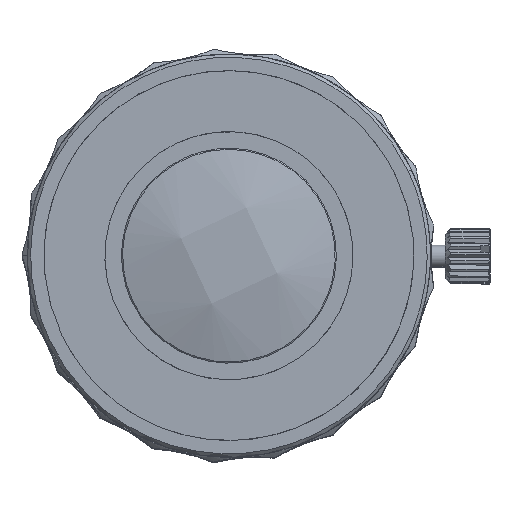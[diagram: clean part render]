
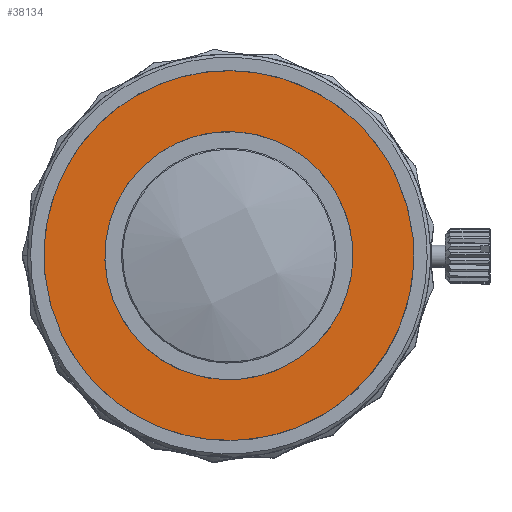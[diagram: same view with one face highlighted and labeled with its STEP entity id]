
A CAD part, top view. The second image highlights one B-rep face of the part: STEP entity #38134.
In plain terms, the highlighted free-form (B-spline) face has degree [1, 1] with [2, 2] control points.
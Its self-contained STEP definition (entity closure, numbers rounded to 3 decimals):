
#3306 = CARTESIAN_POINT ( 'NONE',  ( 7.355, 10.695, 39.49 ) ) ;
#4042 = EDGE_LOOP ( 'NONE', ( #30238, #66746 ) ) ;
#6044 = CARTESIAN_POINT ( 'NONE',  ( -23.15, 8.37, 39.49 ) ) ;
#6590 = EDGE_CURVE ( 'NONE', #17859, #21044, #10155, .T. ) ;
#6859 = EDGE_CURVE ( 'NONE', #21044, #17859, #40961, .T. ) ;
#7645 = VERTEX_POINT ( 'NONE', #55536 ) ;
#10155 =( BOUNDED_CURVE ( )  B_SPLINE_CURVE ( 3, ( #50188, #67796, #80089, #44446 ),
 .UNSPECIFIED., .F., .F. ) 
 B_SPLINE_CURVE_WITH_KNOTS ( ( 4, 4 ),
 ( -6.722, -3.58 ),
 .UNSPECIFIED. ) 
 CURVE ( )  GEOMETRIC_REPRESENTATION_ITEM ( )  RATIONAL_B_SPLINE_CURVE ( ( 1., 0.333, 0.333, 1. ) ) 
 REPRESENTATION_ITEM ( '' )  );
#10816 = CARTESIAN_POINT ( 'NONE',  ( -15.526, -19.65, 39.49 ) ) ;
#11949 = CARTESIAN_POINT ( 'NONE',  ( 15.573, 7.302, 39.49 ) ) ;
#12201 = CARTESIAN_POINT ( 'NONE',  ( 8.37, 23.15, 39.49 ) ) ;
#14375 = CARTESIAN_POINT ( 'NONE',  ( -15.573, -7.302, 39.49 ) ) ;
#14768 = CARTESIAN_POINT ( 'NONE',  ( 1.185, 12.926, 39.49 ) ) ;
#17859 = VERTEX_POINT ( 'NONE', #71206 ) ;
#18377 =( BOUNDED_CURVE ( )  B_SPLINE_CURVE ( 3, ( #80346, #23494, #10816, #19354 ),
 .UNSPECIFIED., .F., .F. ) 
 B_SPLINE_CURVE_WITH_KNOTS ( ( 4, 4 ),
 ( -3.142, 0. ),
 .UNSPECIFIED. ) 
 CURVE ( )  GEOMETRIC_REPRESENTATION_ITEM ( )  RATIONAL_B_SPLINE_CURVE ( ( 1., 0.333, 0.333, 1. ) ) 
 REPRESENTATION_ITEM ( '' )  );
#19354 = CARTESIAN_POINT ( 'NONE',  ( 4.755, -10.141, 39.49 ) ) ;
#21044 = VERTEX_POINT ( 'NONE', #14375 ) ;
#21326 = CARTESIAN_POINT ( 'NONE',  ( 10.141, 4.755, 39.49 ) ) ;
#22185 = ORIENTED_EDGE ( 'NONE', *, *, #6859, .F. ) ;
#23494 = CARTESIAN_POINT ( 'NONE',  ( -25.036, 0.631, 39.49 ) ) ;
#27071 = CARTESIAN_POINT ( 'NONE',  ( -4.755, 10.141, 39.49 ) ) ;
#30238 = ORIENTED_EDGE ( 'NONE', *, *, #51375, .F. ) ;
#30404 = ORIENTED_EDGE ( 'NONE', *, *, #6590, .F. ) ;
#31183 = CARTESIAN_POINT ( 'NONE',  ( 4.755, -10.141, 39.49 ) ) ;
#32398 = CARTESIAN_POINT ( 'NONE',  ( 10.695, -7.355, 39.49 ) ) ;
#36507 = CARTESIAN_POINT ( 'NONE',  ( -19.851, 1.82, 39.49 ) ) ;
#37163 = CARTESIAN_POINT ( 'NONE',  ( -8.37, -23.15, 39.49 ) ) ;
#38134 = ADVANCED_FACE ( 'NONE', ( #68252, #75192 ), #69993, .F. ) ;
#40961 =( BOUNDED_CURVE ( )  B_SPLINE_CURVE ( 3, ( #48782, #36507, #55310, #56103, #74127, #43042, #11949 ),
 .UNSPECIFIED., .F., .F. ) 
 B_SPLINE_CURVE_WITH_KNOTS ( ( 4, 3, 4 ),
 ( -3.58, -2.009, -0.438 ),
 .UNSPECIFIED. ) 
 CURVE ( )  GEOMETRIC_REPRESENTATION_ITEM ( )  RATIONAL_B_SPLINE_CURVE ( ( 1., 0.805, 0.805, 1., 0.805, 0.805, 1. ) ) 
 REPRESENTATION_ITEM ( '' )  );
#41905 = CARTESIAN_POINT ( 'NONE',  ( -4.755, 10.141, 39.49 ) ) ;
#43042 = CARTESIAN_POINT ( 'NONE',  ( 11.295, 16.425, 39.49 ) ) ;
#44446 = CARTESIAN_POINT ( 'NONE',  ( -15.573, -7.302, 39.49 ) ) ;
#44506 = CARTESIAN_POINT ( 'NONE',  ( 23.15, -8.37, 39.49 ) ) ;
#47094 = CARTESIAN_POINT ( 'NONE',  ( 12.926, -1.185, 39.49 ) ) ;
#48782 = CARTESIAN_POINT ( 'NONE',  ( -15.573, -7.302, 39.49 ) ) ;
#50188 = CARTESIAN_POINT ( 'NONE',  ( 15.573, 7.302, 39.49 ) ) ;
#51375 = EDGE_CURVE ( 'NONE', #7645, #63391, #53288, .T. ) ;
#53288 =( BOUNDED_CURVE ( )  B_SPLINE_CURVE ( 3, ( #31183, #32398, #47094, #21326, #3306, #14768, #27071 ),
 .UNSPECIFIED., .F., .F. ) 
 B_SPLINE_CURVE_WITH_KNOTS ( ( 4, 3, 4 ),
 ( -3.142, -1.571, 0. ),
 .UNSPECIFIED. ) 
 CURVE ( )  GEOMETRIC_REPRESENTATION_ITEM ( )  RATIONAL_B_SPLINE_CURVE ( ( 1., 0.805, 0.805, 1., 0.805, 0.805, 1. ) ) 
 REPRESENTATION_ITEM ( '' )  );
#55310 = CARTESIAN_POINT ( 'NONE',  ( -16.425, 11.295, 39.49 ) ) ;
#55536 = CARTESIAN_POINT ( 'NONE',  ( 4.755, -10.141, 39.49 ) ) ;
#56103 = CARTESIAN_POINT ( 'NONE',  ( -7.302, 15.573, 39.49 ) ) ;
#63391 = VERTEX_POINT ( 'NONE', #41905 ) ;
#63395 = EDGE_CURVE ( 'NONE', #63391, #7645, #18377, .T. ) ;
#66746 = ORIENTED_EDGE ( 'NONE', *, *, #63395, .F. ) ;
#67796 = CARTESIAN_POINT ( 'NONE',  ( 30.178, -23.844, 39.49 ) ) ;
#68252 = FACE_BOUND ( 'NONE', #4042, .T. ) ;
#69993 = B_SPLINE_SURFACE_WITH_KNOTS ( 'NONE', 1, 1, ( 
 ( #44506, #12201 ),
 ( #37163, #6044 ) ),
 .UNSPECIFIED., .F., .F., .F.,
 ( 2, 2 ),
 ( 2, 2 ),
 ( 0., 1. ),
 ( 0., 1. ),
 .UNSPECIFIED. ) ;
#71206 = CARTESIAN_POINT ( 'NONE',  ( 15.573, 7.302, 39.49 ) ) ;
#74105 = EDGE_LOOP ( 'NONE', ( #30404, #22185 ) ) ;
#74127 = CARTESIAN_POINT ( 'NONE',  ( 1.82, 19.851, 39.49 ) ) ;
#75192 = FACE_OUTER_BOUND ( 'NONE', #74105, .T. ) ;
#80089 = CARTESIAN_POINT ( 'NONE',  ( -0.968, -38.448, 39.49 ) ) ;
#80346 = CARTESIAN_POINT ( 'NONE',  ( -4.755, 10.141, 39.49 ) ) ;
